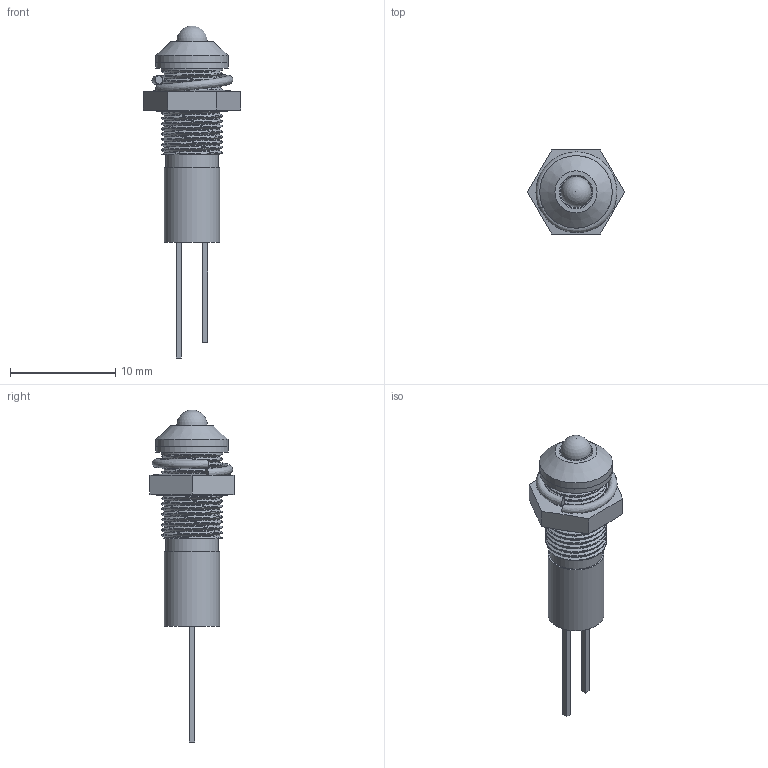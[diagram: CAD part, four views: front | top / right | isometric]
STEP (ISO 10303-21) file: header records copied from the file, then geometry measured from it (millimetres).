
FILE_DESCRIPTION(/* description */ ('AdapterTestApp'),/* implementation_level */ '2;1');
FILE_NAME(/* name */ 'Q6P2C-std 2 pins ',/* time_stamp */ '2017-11-20T11:44:46+00:00',/* author */ ('AdapterTestApp'),/* organization */ ('Siemens PLM Software'),/* preprocessor_version */ 'ST-DEVELOPER v15.6',/* originating_system */ 'DEX',/* authorisation */ $);
FILE_SCHEMA (('AUTOMOTIVE_DESIGN {1 0 10303 214 3 1 1}'));
Length unit declared in the file: millimetre
Products named in the file (7): Q6P2C-std 2 pins - Copy; 14-0120iss5; 3mmLED-uncut-red; 34-0080; 21-0025; 13-0035; 26-0047
Assembly tree (6 placements, depth 2):
  Q6P2C-std 2 pins - Copy
    14-0120iss5
    3mmLED-uncut-red
    34-0080
    21-0025
    13-0035
    26-0047
Bounding box: 9.24 x 8 x 31.6 mm (x, y, z)
Volume: 439.1 mm3; surface area: 1423.3 mm2
Topology: 6 solids, 6 shells, 105 faces, 260 edges, 173 vertices
Faces by surface type: plane 58, cylinder 25, cone 13, bspline 6, torus 2, sphere 1
Full cylindrical faces by diameter (mm): 1.3 x2, 2.9 x1, 3 x1, 3.2 x1, 4.225 x1, 4.3 x1, 5 x1, 5.3 x1, 5.75 x1, 5.9 x1, 6.9 x2
Entity records: 7659 total; most frequent: CARTESIAN_POINT 5190, DIRECTION 466, ORIENTED_EDGE 464, EDGE_CURVE 232, AXIS2_PLACEMENT_3D 182, VERTEX_POINT 165, EDGE_LOOP 141, FACE_BOUND 141
